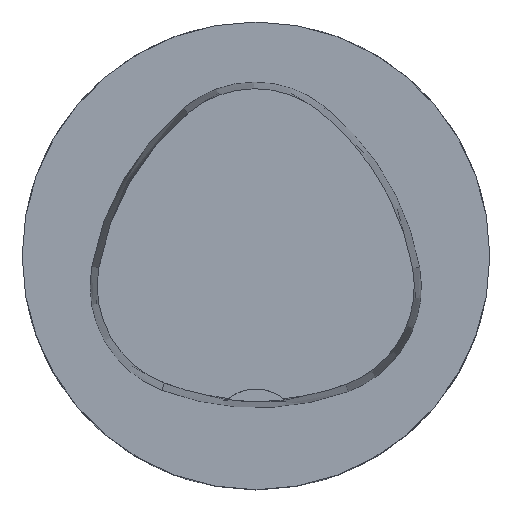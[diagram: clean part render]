
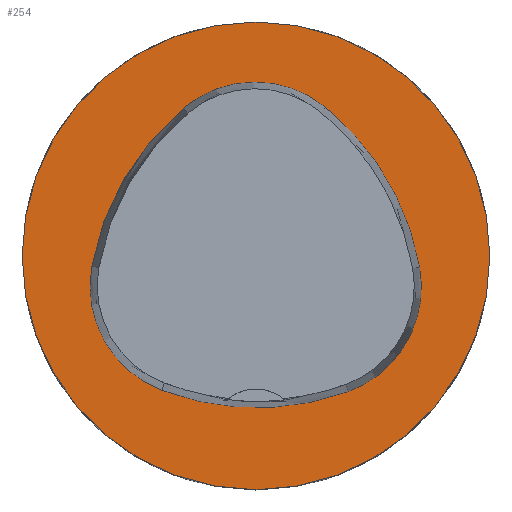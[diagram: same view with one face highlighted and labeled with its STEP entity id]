
A CAD part, top view. The second image highlights one B-rep face of the part: STEP entity #254.
In plain terms, the highlighted planar face has unit normal (0, 0, 1).
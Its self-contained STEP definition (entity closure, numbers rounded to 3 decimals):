
#254=ADVANCED_FACE('',(#509,#510),#313,.T.);
#313=PLANE('',#1484);
#509=FACE_BOUND('',#564,.T.);
#510=FACE_BOUND('',#565,.T.);
#564=EDGE_LOOP('',(#791,#792,#793,#794,#795,#796));
#565=EDGE_LOOP('',(#797));
#791=ORIENTED_EDGE('',*,*,#1204,.F.);
#792=ORIENTED_EDGE('',*,*,#1199,.F.);
#793=ORIENTED_EDGE('',*,*,#1194,.F.);
#794=ORIENTED_EDGE('',*,*,#1191,.F.);
#795=ORIENTED_EDGE('',*,*,#1188,.F.);
#796=ORIENTED_EDGE('',*,*,#1184,.F.);
#797=ORIENTED_EDGE('',*,*,#1175,.T.);
#1043=VERTEX_POINT('',#2354);
#1052=VERTEX_POINT('',#2373);
#1053=VERTEX_POINT('',#2374);
#1056=VERTEX_POINT('',#2382);
#1058=VERTEX_POINT('',#2388);
#1060=VERTEX_POINT('',#2394);
#1064=VERTEX_POINT('',#2407);
#1175=EDGE_CURVE('',#1043,#1043,#1281,.T.);
#1184=EDGE_CURVE('',#1052,#1053,#1282,.T.);
#1188=EDGE_CURVE('',#1053,#1056,#1284,.T.);
#1191=EDGE_CURVE('',#1056,#1058,#1286,.T.);
#1194=EDGE_CURVE('',#1058,#1060,#1288,.T.);
#1199=EDGE_CURVE('',#1060,#1064,#1291,.T.);
#1204=EDGE_CURVE('',#1064,#1052,#1294,.T.);
#1281=CIRCLE('',#1456,31.5);
#1282=CIRCLE('',#1462,36.);
#1284=CIRCLE('',#1465,15.);
#1286=CIRCLE('',#1468,36.);
#1288=CIRCLE('',#1471,15.);
#1291=CIRCLE('',#1475,36.);
#1294=CIRCLE('',#1479,15.);
#1456=AXIS2_PLACEMENT_3D('',#2353,#1734,#1735);
#1462=AXIS2_PLACEMENT_3D('',#2372,#1750,#1751);
#1465=AXIS2_PLACEMENT_3D('',#2381,#1758,#1759);
#1468=AXIS2_PLACEMENT_3D('',#2387,#1765,#1766);
#1471=AXIS2_PLACEMENT_3D('',#2393,#1772,#1773);
#1475=AXIS2_PLACEMENT_3D('',#2406,#1781,#1782);
#1479=AXIS2_PLACEMENT_3D('',#2419,#1790,#1791);
#1484=AXIS2_PLACEMENT_3D('',#2424,#1800,#1801);
#1734=DIRECTION('',(0.,0.,1.));
#1735=DIRECTION('',(1.,0.,0.));
#1750=DIRECTION('',(0.,0.,1.));
#1751=DIRECTION('',(1.,0.,0.));
#1758=DIRECTION('',(0.,0.,1.));
#1759=DIRECTION('',(1.,0.,0.));
#1765=DIRECTION('',(0.,0.,1.));
#1766=DIRECTION('',(1.,0.,0.));
#1772=DIRECTION('',(0.,0.,1.));
#1773=DIRECTION('',(1.,0.,0.));
#1781=DIRECTION('',(0.,0.,1.));
#1782=DIRECTION('',(1.,0.,0.));
#1790=DIRECTION('',(0.,0.,1.));
#1791=DIRECTION('',(1.,0.,0.));
#1800=DIRECTION('',(0.,0.,1.));
#1801=DIRECTION('',(-1.,0.,0.));
#2353=CARTESIAN_POINT('',(0.,0.,0.));
#2354=CARTESIAN_POINT('',(31.5,0.,0.));
#2372=CARTESIAN_POINT('',(-13.398,-7.893,0.));
#2373=CARTESIAN_POINT('',(22.041,-1.562,0.));
#2374=CARTESIAN_POINT('',(9.317,20.036,0.));
#2381=CARTESIAN_POINT('',(-0.148,8.399,0.));
#2382=CARTESIAN_POINT('',(-9.779,19.898,0.));
#2387=CARTESIAN_POINT('',(13.337,-7.7,0.));
#2388=CARTESIAN_POINT('',(-22.122,-1.48,0.));
#2393=CARTESIAN_POINT('',(-7.347,-4.071,0.));
#2394=CARTESIAN_POINT('',(-12.693,-18.087,0.));
#2406=CARTESIAN_POINT('',(0.137,15.55,0.));
#2407=CARTESIAN_POINT('',(12.373,-18.307,0.));
#2419=CARTESIAN_POINT('',(7.275,-4.2,0.));
#2424=CARTESIAN_POINT('',(0.,0.,0.));
